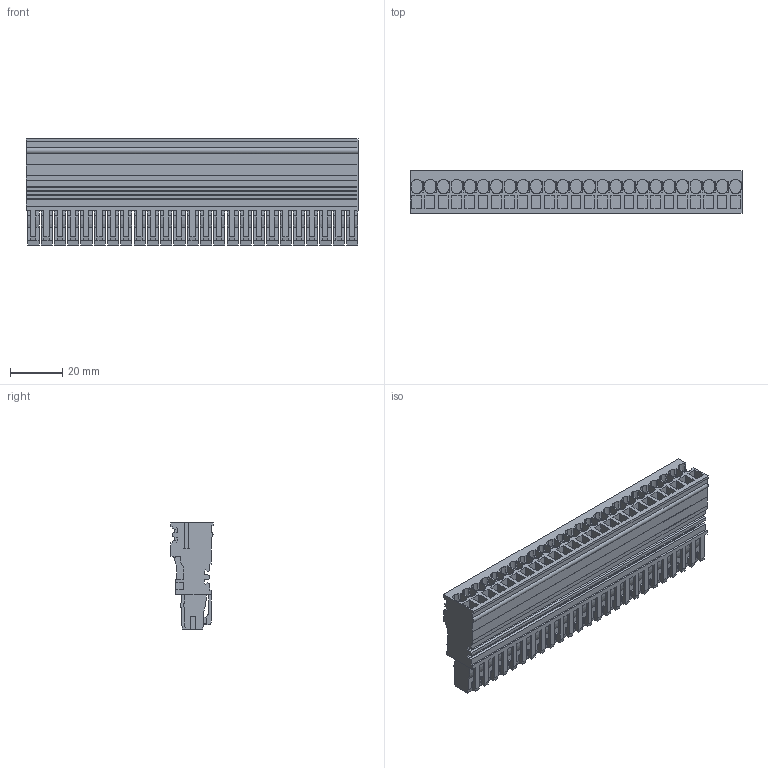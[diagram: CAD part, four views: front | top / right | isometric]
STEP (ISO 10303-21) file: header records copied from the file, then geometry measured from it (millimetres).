
FILE_DESCRIPTION(('CATIA V5R24 STEP','CAx-IF Rec.Pracs.--- Model Styling and Organization---1.2---2011-12-15'),'2;1');
FILE_NAME ('D1447258_0', '2017-01-25T07:34:10+00:00', ('Weidmueller Interface'), ('Weidmueller'), 'CATIA Version 5-6 Release 2014 SP4 HF52', 'CATIA V5 STEP AP214', 'none');
FILE_SCHEMA(('AUTOMOTIVE_DESIGN { 1 0 10303 214 1 1 1 1 }'));
Products named in the file (1): v5-standard_part
Bounding box: 127.5 x 16.15 x 40.75 mm (x, y, z)
Volume: 46989.2 mm3; surface area: 37368 mm2
Topology: 1 solids, 1 shells, 2187 faces, 6424 edges, 4313 vertices
Faces by surface type: plane 1930, cylinder 257
Entity records: 67379 total; most frequent: CARTESIAN_POINT 13043, ORIENTED_EDGE 12848, DIRECTION 8744, EDGE_CURVE 6424, VECTOR 5810, LINE 5810, VERTEX_POINT 4313, EDGE_LOOP 2311
